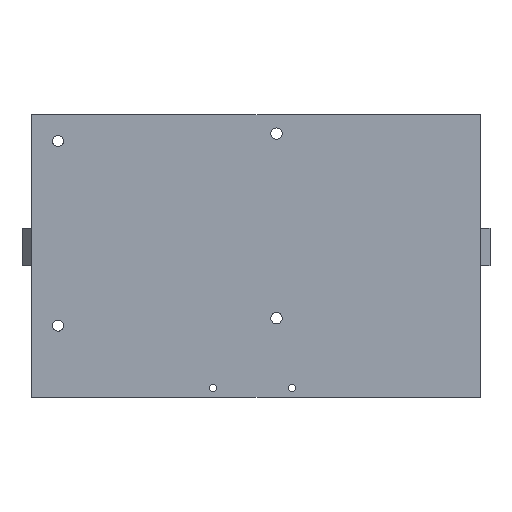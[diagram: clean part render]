
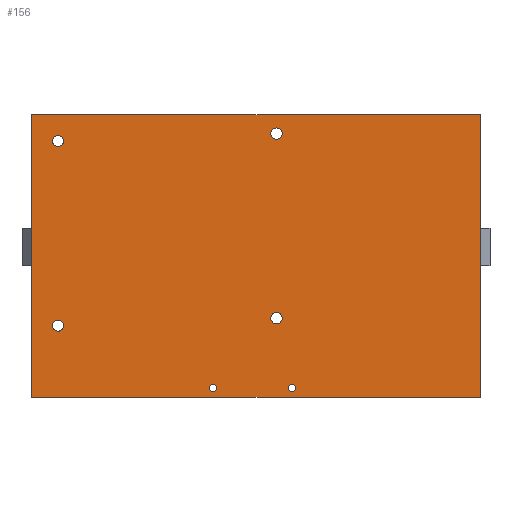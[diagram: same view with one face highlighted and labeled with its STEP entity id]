
A CAD part, top view. The second image highlights one B-rep face of the part: STEP entity #156.
In plain terms, the highlighted planar face has unit normal (0, 0, 1).
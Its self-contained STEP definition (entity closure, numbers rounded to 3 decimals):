
#156=ADVANCED_FACE('',(#378,#380,#382,#384,#386,#388,#390),#392,.T.);
#378=FACE_BOUND('',#379,.T.);
#379=EDGE_LOOP('',(#576,#577,#578,#579));
#380=FACE_BOUND('',#381,.T.);
#381=EDGE_LOOP('',(#580));
#382=FACE_BOUND('',#383,.T.);
#383=EDGE_LOOP('',(#581));
#384=FACE_BOUND('',#385,.T.);
#385=EDGE_LOOP('',(#582));
#386=FACE_BOUND('',#387,.T.);
#387=EDGE_LOOP('',(#583));
#388=FACE_BOUND('',#389,.T.);
#389=EDGE_LOOP('',(#584));
#390=FACE_BOUND('',#391,.T.);
#391=EDGE_LOOP('',(#585));
#392=PLANE('',#393);
#393=AXIS2_PLACEMENT_3D('',#394,#395,#396);
#394=CARTESIAN_POINT('',(-53.588,0.,75.));
#395=DIRECTION('',(0.,0.,1.));
#396=DIRECTION('',(1.,0.,0.));
#576=ORIENTED_EDGE('',*,*,#678,.T.);
#577=ORIENTED_EDGE('',*,*,#679,.F.);
#578=ORIENTED_EDGE('',*,*,#660,.F.);
#579=ORIENTED_EDGE('',*,*,#676,.F.);
#580=ORIENTED_EDGE('',*,*,#680,.T.);
#581=ORIENTED_EDGE('',*,*,#681,.T.);
#582=ORIENTED_EDGE('',*,*,#682,.T.);
#583=ORIENTED_EDGE('',*,*,#683,.T.);
#584=ORIENTED_EDGE('',*,*,#684,.T.);
#585=ORIENTED_EDGE('',*,*,#685,.T.);
#660=EDGE_CURVE('',#744,#746,#747,.T.);
#676=EDGE_CURVE('',#776,#744,#777,.T.);
#678=EDGE_CURVE('',#776,#779,#780,.T.);
#679=EDGE_CURVE('',#746,#779,#781,.T.);
#680=EDGE_CURVE('',#782,#782,#783,.F.);
#681=EDGE_CURVE('',#784,#784,#785,.F.);
#682=EDGE_CURVE('',#786,#786,#787,.F.);
#683=EDGE_CURVE('',#788,#788,#789,.F.);
#684=EDGE_CURVE('',#790,#790,#791,.F.);
#685=EDGE_CURVE('',#792,#792,#793,.F.);
#744=VERTEX_POINT('',#912);
#746=VERTEX_POINT('',#916);
#747=LINE('',#917,#918);
#776=VERTEX_POINT('',#984);
#777=LINE('',#985,#986);
#779=VERTEX_POINT('',#991);
#780=LINE('',#992,#993);
#781=LINE('',#995,#996);
#782=VERTEX_POINT('',#998);
#783=CIRCLE('',#999,1.5);
#784=VERTEX_POINT('',#1003);
#785=CIRCLE('',#1004,1.5);
#786=VERTEX_POINT('',#1008);
#787=CIRCLE('',#1009,1.5);
#788=VERTEX_POINT('',#1013);
#789=CIRCLE('',#1014,1.5);
#790=VERTEX_POINT('',#1018);
#791=CIRCLE('',#1019,1.);
#792=VERTEX_POINT('',#1023);
#793=CIRCLE('',#1024,1.);
#912=CARTESIAN_POINT('',(65.52,40.,75.));
#916=CARTESIAN_POINT('',(65.52,-35.,75.));
#917=CARTESIAN_POINT('',(65.52,40.,75.));
#918=VECTOR('',#919,1.);
#919=DIRECTION('',(0.,-1.,0.));
#984=CARTESIAN_POINT('',(-53.588,40.,75.));
#985=CARTESIAN_POINT('',(-53.588,40.,75.));
#986=VECTOR('',#987,1.);
#987=DIRECTION('',(1.,0.,0.));
#991=CARTESIAN_POINT('',(-53.588,-35.,75.));
#992=CARTESIAN_POINT('',(-53.588,40.,75.));
#993=VECTOR('',#994,1.);
#994=DIRECTION('',(0.,-1.,0.));
#995=CARTESIAN_POINT('',(65.52,-35.,75.));
#996=VECTOR('',#997,1.);
#997=DIRECTION('',(-1.,0.,0.));
#998=CARTESIAN_POINT('',(11.412,33.5,75.));
#999=AXIS2_PLACEMENT_3D('',#1000,#1001,#1002);
#1000=CARTESIAN_POINT('',(11.412,35.,75.));
#1001=DIRECTION('',(0.,0.,1.));
#1002=DIRECTION('',(0.,-1.,0.));
#1003=CARTESIAN_POINT('',(-46.588,31.5,75.));
#1004=AXIS2_PLACEMENT_3D('',#1005,#1006,#1007);
#1005=CARTESIAN_POINT('',(-46.588,33.,75.));
#1006=DIRECTION('',(0.,0.,1.));
#1007=DIRECTION('',(0.,-1.,0.));
#1008=CARTESIAN_POINT('',(11.412,-15.5,75.));
#1009=AXIS2_PLACEMENT_3D('',#1010,#1011,#1012);
#1010=CARTESIAN_POINT('',(11.412,-14.,75.));
#1011=DIRECTION('',(0.,0.,1.));
#1012=DIRECTION('',(0.,-1.,0.));
#1013=CARTESIAN_POINT('',(-46.588,-17.5,75.));
#1014=AXIS2_PLACEMENT_3D('',#1015,#1016,#1017);
#1015=CARTESIAN_POINT('',(-46.588,-16.,75.));
#1016=DIRECTION('',(0.,0.,1.));
#1017=DIRECTION('',(0.,-1.,0.));
#1018=CARTESIAN_POINT('',(15.52,-33.565,75.));
#1019=AXIS2_PLACEMENT_3D('',#1020,#1021,#1022);
#1020=CARTESIAN_POINT('',(15.52,-32.565,75.));
#1021=DIRECTION('',(0.,0.,1.));
#1022=DIRECTION('',(0.,-1.,0.));
#1023=CARTESIAN_POINT('',(-5.48,-33.565,75.));
#1024=AXIS2_PLACEMENT_3D('',#1025,#1026,#1027);
#1025=CARTESIAN_POINT('',(-5.48,-32.565,75.));
#1026=DIRECTION('',(0.,0.,1.));
#1027=DIRECTION('',(0.,-1.,0.));
